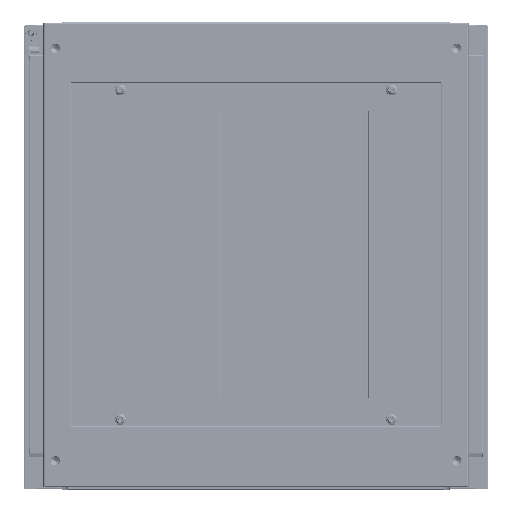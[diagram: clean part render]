
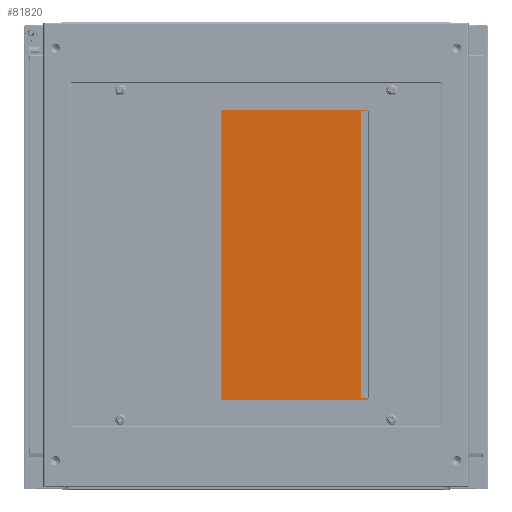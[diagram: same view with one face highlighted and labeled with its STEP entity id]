
A CAD part, top view. The second image highlights one B-rep face of the part: STEP entity #81820.
In plain terms, the highlighted face is planar.
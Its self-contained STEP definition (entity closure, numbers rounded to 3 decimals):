
#31667 = CARTESIAN_POINT ( 'NONE',  ( 200., -99., 1.5 ) ) ;
#31816 = CARTESIAN_POINT ( 'NONE',  ( -200., 99., 1.5 ) ) ;
#31858 = CARTESIAN_POINT ( 'NONE',  ( 200., 99., 1.5 ) ) ;
#32333 = CARTESIAN_POINT ( 'NONE',  ( -185., -99., 1.5 ) ) ;
#32625 = CARTESIAN_POINT ( 'NONE',  ( -200., -99., 1.5 ) ) ;
#33060 = CARTESIAN_POINT ( 'NONE',  ( 185., -99., 1.5 ) ) ;
#33067 = CARTESIAN_POINT ( 'NONE',  ( 185., -97.99, 1.5 ) ) ;
#33090 = CARTESIAN_POINT ( 'NONE',  ( -185., -97.99, 1.5 ) ) ;
#41075 = CARTESIAN_POINT ( 'NONE',  ( -200., 99., 1.5 ) ) ;
#41099 = DIRECTION ( 'NONE',  ( -1., 0., 0. ) ) ;
#41116 = CARTESIAN_POINT ( 'NONE',  ( -200., 99., 1.5 ) ) ;
#41119 = DIRECTION ( 'NONE',  ( 0., -1., 0. ) ) ;
#41125 = CARTESIAN_POINT ( 'NONE',  ( -200., -99., 1.5 ) ) ;
#41129 = DIRECTION ( 'NONE',  ( 1., 0., 0. ) ) ;
#41135 = CARTESIAN_POINT ( 'NONE',  ( 185., -98., 1.5 ) ) ;
#41138 = DIRECTION ( 'NONE',  ( 0., -1., 0. ) ) ;
#41144 = CARTESIAN_POINT ( 'NONE',  ( 185., -97.99, 1.5 ) ) ;
#41148 = DIRECTION ( 'NONE',  ( -1., 0., 0. ) ) ;
#41155 = CARTESIAN_POINT ( 'NONE',  ( 200., 99., 1.5 ) ) ;
#41157 = DIRECTION ( 'NONE',  ( 0., 1., 0. ) ) ;
#41164 = CARTESIAN_POINT ( 'NONE',  ( -200., -99., 1.5 ) ) ;
#41167 = DIRECTION ( 'NONE',  ( 1., 0., 0. ) ) ;
#41174 = CARTESIAN_POINT ( 'NONE',  ( -185., -98., 1.5 ) ) ;
#41177 = DIRECTION ( 'NONE',  ( 0., -1., 0. ) ) ;
#44385 = LINE ( 'NONE', #41075, #44394 ) ;
#44394 = VECTOR ( 'NONE', #41099, 1000. ) ;
#44398 = LINE ( 'NONE', #41116, #44399 ) ;
#44399 = VECTOR ( 'NONE', #41119, 1000. ) ;
#44400 = LINE ( 'NONE', #41125, #44401 ) ;
#44401 = VECTOR ( 'NONE', #41129, 1000. ) ;
#44402 = LINE ( 'NONE', #41135, #44403 ) ;
#44403 = VECTOR ( 'NONE', #41138, 1000. ) ;
#44404 = LINE ( 'NONE', #41144, #44405 ) ;
#44405 = VECTOR ( 'NONE', #41148, 1000. ) ;
#44406 = LINE ( 'NONE', #41155, #44407 ) ;
#44407 = VECTOR ( 'NONE', #41157, 1000. ) ;
#44408 = LINE ( 'NONE', #41164, #44409 ) ;
#44409 = VECTOR ( 'NONE', #41167, 1000. ) ;
#44410 = LINE ( 'NONE', #41174, #44411 ) ;
#44411 = VECTOR ( 'NONE', #41177, 1000. ) ;
#44921 = ORIENTED_EDGE ( 'NONE', *, *, #112758, .F. ) ;
#44925 = ORIENTED_EDGE ( 'NONE', *, *, #112755, .T. ) ;
#44928 = ORIENTED_EDGE ( 'NONE', *, *, #112751, .T. ) ;
#44932 = ORIENTED_EDGE ( 'NONE', *, *, #112760, .T. ) ;
#44935 = ORIENTED_EDGE ( 'NONE', *, *, #112742, .T. ) ;
#44938 = ORIENTED_EDGE ( 'NONE', *, *, #112748, .T. ) ;
#44942 = ORIENTED_EDGE ( 'NONE', *, *, #112764, .T. ) ;
#44945 = ORIENTED_EDGE ( 'NONE', *, *, #112767, .F. ) ;
#81820 = ADVANCED_FACE ( 'NONE', ( #123439 ), #114874, .T. ) ;
#112742 = EDGE_CURVE ( 'NONE', #117844, #117825, #44385, .T. ) ;
#112748 = EDGE_CURVE ( 'NONE', #117825, #118161, #44398, .T. ) ;
#112751 = EDGE_CURVE ( 'NONE', #118331, #117738, #44400, .T. ) ;
#112755 = EDGE_CURVE ( 'NONE', #118334, #118331, #44402, .T. ) ;
#112758 = EDGE_CURVE ( 'NONE', #118334, #118343, #44404, .T. ) ;
#112760 = EDGE_CURVE ( 'NONE', #117738, #117844, #44406, .T. ) ;
#112764 = EDGE_CURVE ( 'NONE', #118161, #118042, #44408, .T. ) ;
#112767 = EDGE_CURVE ( 'NONE', #118343, #118042, #44410, .T. ) ;
#114869 = CARTESIAN_POINT ( 'NONE',  ( -200., -99., 1.5 ) ) ;
#114874 = PLANE ( 'NONE',  #120541 ) ;
#114879 = DIRECTION ( 'NONE',  ( 0., 0., 1. ) ) ;
#114880 = DIRECTION ( 'NONE',  ( 1., 0., 0. ) ) ;
#117738 = VERTEX_POINT ( 'NONE', #31667 ) ;
#117825 = VERTEX_POINT ( 'NONE', #31816 ) ;
#117844 = VERTEX_POINT ( 'NONE', #31858 ) ;
#118042 = VERTEX_POINT ( 'NONE', #32333 ) ;
#118161 = VERTEX_POINT ( 'NONE', #32625 ) ;
#118331 = VERTEX_POINT ( 'NONE', #33060 ) ;
#118334 = VERTEX_POINT ( 'NONE', #33067 ) ;
#118343 = VERTEX_POINT ( 'NONE', #33090 ) ;
#120541 = AXIS2_PLACEMENT_3D ( 'NONE', #114869, #114879, #114880 ) ;
#123439 = FACE_OUTER_BOUND ( 'NONE', #134869, .T. ) ;
#134869 = EDGE_LOOP ( 'NONE', ( #44921, #44925, #44928, #44932, #44935, #44938, #44942, #44945 ) ) ;
